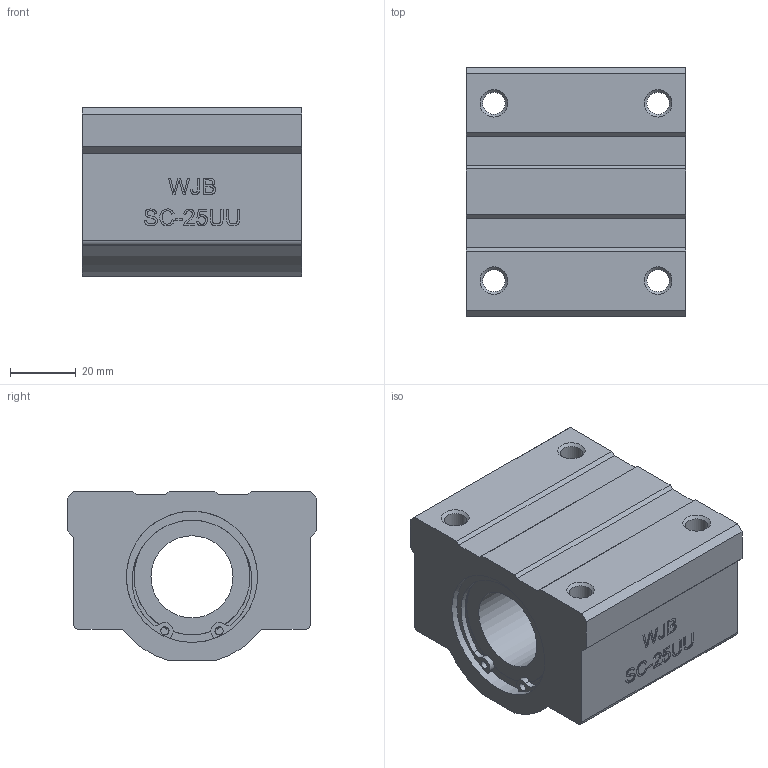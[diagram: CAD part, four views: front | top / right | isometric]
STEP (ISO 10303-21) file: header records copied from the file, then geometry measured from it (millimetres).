
FILE_DESCRIPTION(/* description */ (''),/* implementation_level */ '2;1');
FILE_NAME(/* name */ 'WJB-SC25UU.stp',/* time_stamp */ '2018-11-25T22:13:10+08:00',/* author */ (''),/* organization */ (''),/* preprocessor_version */ 'ST-DEVELOPER v11',/* originating_system */ 'SIEMENS UGS NX 6.0',/* authorisation */ '');
FILE_SCHEMA (('CONFIG_CONTROL_DESIGN'));
Length unit declared in the file: millimetre
Products named in the file (1): WJB-SC25UU
Bounding box: 67 x 76 x 51.5 mm (x, y, z)
Volume: 180519.6 mm3; surface area: 32152 mm2
Topology: 3 solids, 3 shells, 251 faces, 649 edges, 426 vertices
Faces by surface type: plane 150, extrusion 66, cylinder 31, cone 4
Full cylindrical faces by diameter (mm): 2.5 x4, 6.8 x4, 25 x1, 35.3 x2, 38 x2, 40 x4
Entity records: 9492 total; most frequent: CARTESIAN_POINT 3712, ORIENTED_EDGE 1232, DIRECTION 948, EDGE_CURVE 616, VERTEX_POINT 414, VECTOR 372, EDGE_LOOP 316, LINE 306
